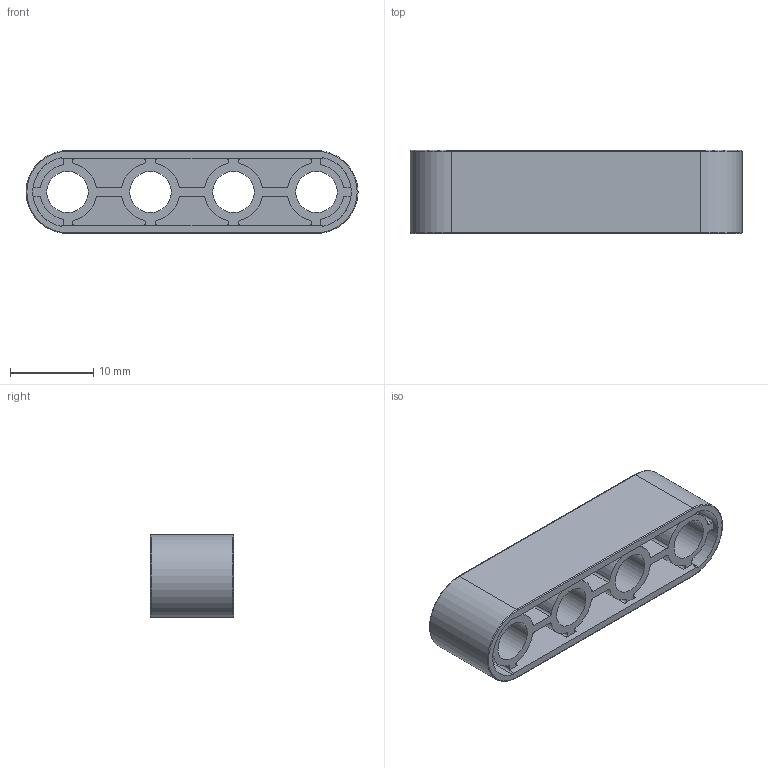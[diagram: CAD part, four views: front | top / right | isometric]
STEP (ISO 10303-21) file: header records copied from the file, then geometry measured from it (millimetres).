
FILE_DESCRIPTION(/* description */ (''),/* implementation_level */ '2;1');
FILE_NAME(/* name */ 'S4x1.stp',/* time_stamp */ '2019-05-05T20:58:08+02:00',/* author */ ('Varga Daniel'),/* organization */ (''),/* preprocessor_version */ 'ST-DEVELOPER v18',/* originating_system */ 'Autodesk Inventor 2020',/* authorisation */ '');
FILE_SCHEMA (('AUTOMOTIVE_DESIGN { 1 0 10303 214 3 1 1 }'));
Length unit declared in the file: millimetre
Products named in the file (1): S4x1
Bounding box: 40 x 10 x 10 mm (x, y, z)
Volume: 1700.8 mm3; surface area: 3445.5 mm2
Topology: 1 solids, 1 shells, 188 faces, 544 edges, 360 vertices
Faces by surface type: cylinder 126, plane 58, torus 4
Full cylindrical faces by diameter (mm): 5 x4
Entity records: 6373 total; most frequent: DIRECTION 1194, CARTESIAN_POINT 1093, ORIENTED_EDGE 1088, EDGE_CURVE 544, AXIS2_PLACEMENT_3D 461, VERTEX_POINT 360, LINE 272, VECTOR 272
